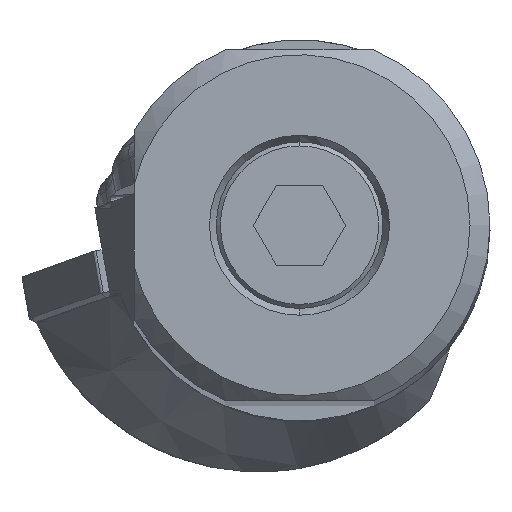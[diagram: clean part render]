
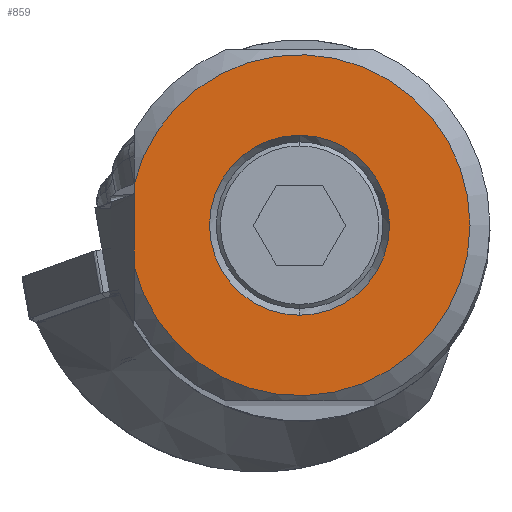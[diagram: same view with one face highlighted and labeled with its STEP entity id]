
A CAD part, top view. The second image highlights one B-rep face of the part: STEP entity #859.
In plain terms, the highlighted planar face has unit normal (0, 0, 1).
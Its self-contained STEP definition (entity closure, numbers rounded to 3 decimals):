
#859=ADVANCED_FACE('',(#1238,#1239),#1161,.T.);
#1161=PLANE('',#5448);
#1238=FACE_BOUND('',#1268,.T.);
#1239=FACE_BOUND('',#1269,.T.);
#1268=EDGE_LOOP('',(#2102,#2103));
#1269=EDGE_LOOP('',(#2104,#2105));
#1585=LINE('',#7438,#1843);
#1843=VECTOR('',#6049,1.);
#2102=ORIENTED_EDGE('',*,*,#4216,.F.);
#2103=ORIENTED_EDGE('',*,*,#4217,.T.);
#2104=ORIENTED_EDGE('',*,*,#4218,.F.);
#2105=ORIENTED_EDGE('',*,*,#4219,.F.);
#3700=VERTEX_POINT('',#7436);
#3701=VERTEX_POINT('',#7437);
#3702=VERTEX_POINT('',#7440);
#3703=VERTEX_POINT('',#7441);
#4216=EDGE_CURVE('',#3700,#3701,#5015,.T.);
#4217=EDGE_CURVE('',#3700,#3701,#1585,.T.);
#4218=EDGE_CURVE('',#3702,#3703,#5016,.T.);
#4219=EDGE_CURVE('',#3703,#3702,#5017,.T.);
#5015=CIRCLE('',#5445,17.05);
#5016=CIRCLE('',#5446,9.);
#5017=CIRCLE('',#5447,9.);
#5445=AXIS2_PLACEMENT_3D('',#7435,#6047,#6048);
#5446=AXIS2_PLACEMENT_3D('',#7439,#6050,#6051);
#5447=AXIS2_PLACEMENT_3D('',#7442,#6052,#6053);
#5448=AXIS2_PLACEMENT_3D('',#7443,#6054,#6055);
#6047=DIRECTION('',(0.,0.,-1.));
#6048=DIRECTION('',(-0.971,0.24,0.));
#6049=DIRECTION('',(0.,-1.,0.));
#6050=DIRECTION('',(0.,0.,1.));
#6051=DIRECTION('',(0.,-1.,0.));
#6052=DIRECTION('',(0.,0.,1.));
#6053=DIRECTION('',(0.,1.,0.));
#6054=DIRECTION('',(0.,0.,1.));
#6055=DIRECTION('',(1.,0.,0.));
#7435=CARTESIAN_POINT('',(0.,0.,0.));
#7436=CARTESIAN_POINT('',(-16.55,4.099,0.));
#7437=CARTESIAN_POINT('',(-16.55,-4.099,0.));
#7438=CARTESIAN_POINT('',(-16.55,4.099,0.));
#7439=CARTESIAN_POINT('',(0.,0.,0.));
#7440=CARTESIAN_POINT('',(0.,-9.,0.));
#7441=CARTESIAN_POINT('',(0.,9.,0.));
#7442=CARTESIAN_POINT('',(0.,0.,0.));
#7443=CARTESIAN_POINT('',(0.25,0.,0.));
